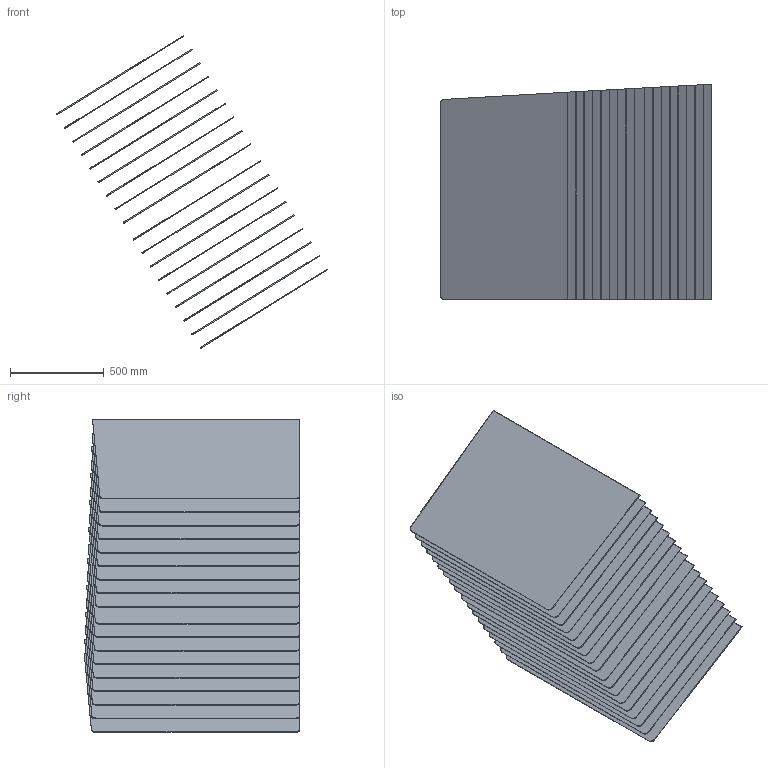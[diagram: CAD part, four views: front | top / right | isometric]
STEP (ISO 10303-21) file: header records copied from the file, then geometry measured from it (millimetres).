
FILE_DESCRIPTION(('FreeCAD Model'),'2;1');
FILE_NAME('detailed_HCPB/step/cooling_plate_2_sample_envelope_1.step', '2018-01-30T14:15:18',('FreeCAD'),('FreeCAD'), 'Open CASCADE STEP processor 7.1','FreeCAD','Unknown');
FILE_SCHEMA(('AUTOMOTIVE_DESIGN_CC2 { 1 2 10303 214 -1 1 5 4 }'));
Length unit declared in the file: millimetre
Products named in the file (19): Open CASCADE STEP translator 7.1 11; Open CASCADE STEP translator 7.1 11.1; Open CASCADE STEP translator 7.1 11.2; Open CASCADE STEP translator 7.1 11.3; Open CASCADE STEP translator 7.1 11.4; Open CASCADE STEP translator 7.1 11.5; Open CASCADE STEP translator 7.1 11.6; Open CASCADE STEP translator 7.1 11.7; Open CASCADE STEP translator 7.1 11.8; Open CASCADE STEP translator 7.1 11.9; Open CASCADE STEP translator 7.1 11.10; Open CASCADE STEP translator 7.1 11.11; Open CASCADE STEP translator 7.1 11.12; Open CASCADE STEP translator 7.1 11.13; Open CASCADE STEP translator 7.1 11.14; Open CASCADE STEP translator 7.1 11.15; Open CASCADE STEP translator 7.1 11.16; Open CASCADE STEP translator 7.1 11.17; Open CASCADE STEP translator 7.1 11.18
Assembly tree (18 placements, depth 2):
  Open CASCADE STEP translator 7.1 11
    Open CASCADE STEP translator 7.1 11.1
    Open CASCADE STEP translator 7.1 11.2
    Open CASCADE STEP translator 7.1 11.3
    Open CASCADE STEP translator 7.1 11.4
    Open CASCADE STEP translator 7.1 11.5
    Open CASCADE STEP translator 7.1 11.6
    Open CASCADE STEP translator 7.1 11.7
    Open CASCADE STEP translator 7.1 11.8
    Open CASCADE STEP translator 7.1 11.9
    Open CASCADE STEP translator 7.1 11.10
    Open CASCADE STEP translator 7.1 11.11
    Open CASCADE STEP translator 7.1 11.12
    Open CASCADE STEP translator 7.1 11.13
    Open CASCADE STEP translator 7.1 11.14
    Open CASCADE STEP translator 7.1 11.15
    Open CASCADE STEP translator 7.1 11.16
    Open CASCADE STEP translator 7.1 11.17
    Open CASCADE STEP translator 7.1 11.18
Bounding box: 1451.65 x 1151.5 x 1669.99 mm (x, y, z)
Volume: 79645065.1 mm3; surface area: 32199768.1 mm2
Topology: 18 solids, 18 shells, 144 faces, 324 edges, 216 vertices
Faces by surface type: plane 108, cylinder 36
Entity records: 8368 total; most frequent: CARTESIAN_POINT 1999, DIRECTION 974, ORIENTED_EDGE 648, PCURVE 648, DEFINITIONAL_REPRESENTATION 648, LINE 432, VECTOR 432, B_SPLINE_CURVE_WITH_KNOTS 396
